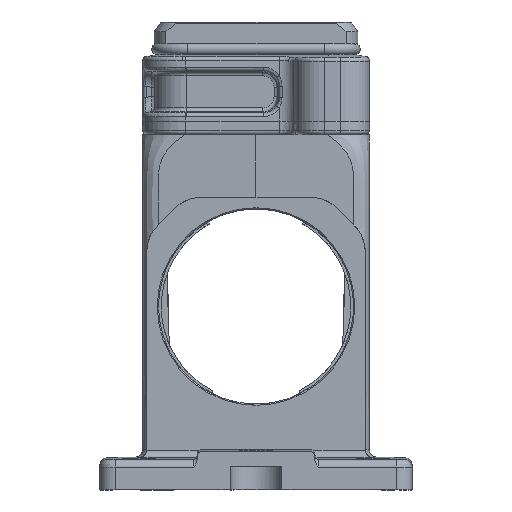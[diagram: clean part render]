
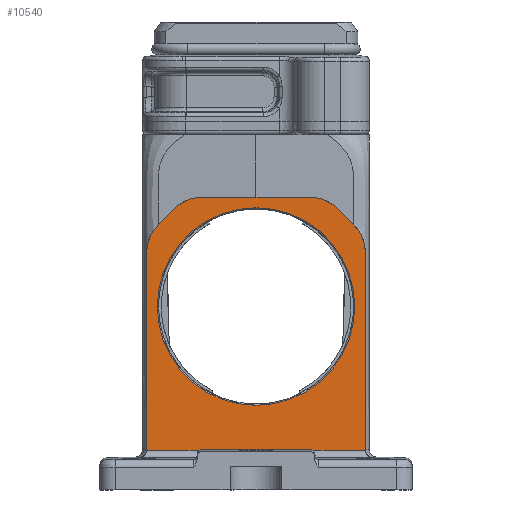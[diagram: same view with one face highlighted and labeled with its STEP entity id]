
A CAD part, left-side view. The second image highlights one B-rep face of the part: STEP entity #10540.
In plain terms, the highlighted planar face has unit normal (-1, 0, 0).
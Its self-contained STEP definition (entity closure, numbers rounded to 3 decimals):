
#6832=B_SPLINE_CURVE_WITH_KNOTS('',3,(#35383,#35384,#35385,#35386),
 .UNSPECIFIED.,.F.,.F.,(4,4),(0.,1.),.UNSPECIFIED.);
#6837=B_SPLINE_CURVE_WITH_KNOTS('',3,(#35525,#35526,#35527,#35528),
 .UNSPECIFIED.,.F.,.F.,(4,4),(0.,1.),.UNSPECIFIED.);
#6838=B_SPLINE_CURVE_WITH_KNOTS('',3,(#35532,#35533,#35534,#35535),
 .UNSPECIFIED.,.F.,.F.,(4,4),(0.,1.),.UNSPECIFIED.);
#7066=FACE_BOUND('',#12987,.T.);
#7067=FACE_BOUND('',#12988,.T.);
#7696=LINE('',#33182,#9197);
#7701=LINE('',#33499,#9202);
#7704=LINE('',#33507,#9205);
#7711=LINE('',#33529,#9212);
#7807=LINE('',#35358,#9308);
#7809=LINE('',#35393,#9310);
#7821=LINE('',#35521,#9322);
#7822=LINE('',#35530,#9323);
#9197=VECTOR('',#26932,1.);
#9202=VECTOR('',#26941,1.);
#9205=VECTOR('',#26950,1.);
#9212=VECTOR('',#26965,1.);
#9308=VECTOR('',#27281,1.);
#9310=VECTOR('',#27287,1.);
#9322=VECTOR('',#27327,1.);
#9323=VECTOR('',#27332,1.);
#10540=ADVANCED_FACE('',(#7066,#7067),#11401,.F.);
#11401=PLANE('',#24788);
#12987=EDGE_LOOP('',(#15301));
#12988=EDGE_LOOP('',(#15302,#15303,#15304,#15305,#15306,#15307,#15308,#15309,
#15310,#15311,#15312,#15313,#15314,#15315,#15316,#15317));
#15301=ORIENTED_EDGE('',*,*,#21279,.T.);
#15302=ORIENTED_EDGE('',*,*,#21278,.F.);
#15303=ORIENTED_EDGE('',*,*,#21280,.F.);
#15304=ORIENTED_EDGE('',*,*,#21281,.F.);
#15305=ORIENTED_EDGE('',*,*,#21282,.F.);
#15306=ORIENTED_EDGE('',*,*,#21041,.T.);
#15307=ORIENTED_EDGE('',*,*,#21043,.F.);
#15308=ORIENTED_EDGE('',*,*,#21045,.F.);
#15309=ORIENTED_EDGE('',*,*,#21053,.F.);
#15310=ORIENTED_EDGE('',*,*,#21054,.T.);
#15311=ORIENTED_EDGE('',*,*,#21057,.F.);
#15312=ORIENTED_EDGE('',*,*,#21029,.F.);
#15313=ORIENTED_EDGE('',*,*,#21251,.F.);
#15314=ORIENTED_EDGE('',*,*,#21252,.T.);
#15315=ORIENTED_EDGE('',*,*,#21255,.F.);
#15316=ORIENTED_EDGE('',*,*,#21257,.F.);
#15317=ORIENTED_EDGE('',*,*,#21283,.F.);
#19245=VERTEX_POINT('',#33183);
#19246=VERTEX_POINT('',#33184);
#19255=VERTEX_POINT('',#33498);
#19256=VERTEX_POINT('',#33500);
#19257=VERTEX_POINT('',#33504);
#19258=VERTEX_POINT('',#33508);
#19262=VERTEX_POINT('',#33526);
#19263=VERTEX_POINT('',#33530);
#19384=VERTEX_POINT('',#35355);
#19385=VERTEX_POINT('',#35359);
#19386=VERTEX_POINT('',#35382);
#19387=VERTEX_POINT('',#35392);
#19395=VERTEX_POINT('',#35515);
#19398=VERTEX_POINT('',#35520);
#19399=VERTEX_POINT('',#35524);
#19400=VERTEX_POINT('',#35529);
#19401=VERTEX_POINT('',#35531);
#21029=EDGE_CURVE('',#19245,#19246,#7696,.T.);
#21041=EDGE_CURVE('',#19256,#19255,#7701,.T.);
#21043=EDGE_CURVE('',#19257,#19255,#22940,.T.);
#21045=EDGE_CURVE('',#19258,#19257,#7704,.T.);
#21053=EDGE_CURVE('',#19262,#19258,#22941,.T.);
#21054=EDGE_CURVE('',#19262,#19263,#7711,.T.);
#21057=EDGE_CURVE('',#19246,#19263,#22942,.T.);
#21251=EDGE_CURVE('',#19384,#19245,#22986,.T.);
#21252=EDGE_CURVE('',#19384,#19385,#7807,.T.);
#21255=EDGE_CURVE('',#19386,#19385,#6832,.T.);
#21257=EDGE_CURVE('',#19387,#19386,#7809,.T.);
#21278=EDGE_CURVE('',#19398,#19395,#7821,.T.);
#21279=EDGE_CURVE('',#19399,#19399,#22991,.T.);
#21280=EDGE_CURVE('',#19400,#19398,#6837,.T.);
#21281=EDGE_CURVE('',#19401,#19400,#7822,.T.);
#21282=EDGE_CURVE('',#19256,#19401,#6838,.T.);
#21283=EDGE_CURVE('',#19395,#19387,#22992,.T.);
#22940=CIRCLE('',#24653,10.);
#22941=CIRCLE('',#24657,10.);
#22942=CIRCLE('',#24660,10.);
#22986=CIRCLE('',#24767,10.);
#22991=CIRCLE('',#24786,25.3);
#22992=CIRCLE('',#24787,1.);
#24653=AXIS2_PLACEMENT_3D('',#33503,#26945,#26946);
#24657=AXIS2_PLACEMENT_3D('',#33527,#26961,#26962);
#24660=AXIS2_PLACEMENT_3D('',#33535,#26970,#26971);
#24767=AXIS2_PLACEMENT_3D('',#35356,#27277,#27278);
#24786=AXIS2_PLACEMENT_3D('',#35523,#27330,#27331);
#24787=AXIS2_PLACEMENT_3D('',#35536,#27333,#27334);
#24788=AXIS2_PLACEMENT_3D('',#35537,#27335,#27336);
#26932=DIRECTION('',(0.,-0.707,0.707));
#26941=DIRECTION('',(0.,0.,1.));
#26945=DIRECTION('',(1.,0.,0.));
#26946=DIRECTION('',(0.,-0.707,0.707));
#26950=DIRECTION('',(0.,-0.707,-0.707));
#26961=DIRECTION('',(1.,0.,0.));
#26962=DIRECTION('',(0.,0.,1.));
#26965=DIRECTION('',(0.,1.,0.));
#26970=DIRECTION('',(1.,0.,0.));
#26971=DIRECTION('',(0.,0.707,0.707));
#27277=DIRECTION('',(1.,0.,0.));
#27278=DIRECTION('',(0.,1.,0.));
#27281=DIRECTION('',(0.,0.,-1.));
#27287=DIRECTION('',(0.,1.,0.));
#27327=DIRECTION('',(0.,1.,0.));
#27330=DIRECTION('',(1.,0.,0.));
#27331=DIRECTION('',(0.,0.,-1.));
#27332=DIRECTION('',(0.,1.,0.));
#27333=DIRECTION('',(-1.,0.,0.));
#27334=DIRECTION('',(0.,0.,1.));
#27335=DIRECTION('',(1.,0.,0.));
#27336=DIRECTION('',(0.,-1.,0.));
#33182=CARTESIAN_POINT('',(-79.6,25.071,-23.071));
#33183=CARTESIAN_POINT('',(-79.6,25.071,-23.071));
#33184=CARTESIAN_POINT('',(-79.6,20.929,-18.929));
#33498=CARTESIAN_POINT('',(-79.6,-28.,-30.142));
#33499=CARTESIAN_POINT('',(-79.6,-28.,-80.718));
#33500=CARTESIAN_POINT('',(-79.6,-28.,-80.718));
#33503=CARTESIAN_POINT('',(-79.6,-18.,-30.142));
#33504=CARTESIAN_POINT('',(-79.6,-25.071,-23.071));
#33507=CARTESIAN_POINT('',(-79.6,-20.929,-18.929));
#33508=CARTESIAN_POINT('',(-79.6,-20.929,-18.929));
#33526=CARTESIAN_POINT('',(-79.6,-13.858,-16.));
#33527=CARTESIAN_POINT('',(-79.6,-13.858,-26.));
#33529=CARTESIAN_POINT('',(-79.6,-13.858,-16.));
#33530=CARTESIAN_POINT('',(-79.6,13.858,-16.));
#33535=CARTESIAN_POINT('',(-79.6,13.858,-26.));
#35355=CARTESIAN_POINT('',(-79.6,28.,-30.142));
#35356=CARTESIAN_POINT('',(-79.6,18.,-30.142));
#35358=CARTESIAN_POINT('',(-79.6,28.,-30.142));
#35359=CARTESIAN_POINT('',(-79.6,28.,-80.718));
#35382=CARTESIAN_POINT('',(-79.6,28.,-80.753));
#35383=CARTESIAN_POINT('',(-79.6,28.,-80.753));
#35384=CARTESIAN_POINT('',(-79.6,28.,-80.741));
#35385=CARTESIAN_POINT('',(-79.6,28.,-80.73));
#35386=CARTESIAN_POINT('',(-79.6,28.,-80.718));
#35392=CARTESIAN_POINT('',(-79.6,14.328,-80.753));
#35393=CARTESIAN_POINT('',(-79.6,14.328,-80.753));
#35515=CARTESIAN_POINT('',(-79.6,14.,-80.697));
#35520=CARTESIAN_POINT('',(-79.6,-14.,-80.697));
#35521=CARTESIAN_POINT('',(-79.6,-14.,-80.697));
#35523=CARTESIAN_POINT('',(-79.6,0.,-44.));
#35524=CARTESIAN_POINT('',(-79.6,0.,-69.3));
#35525=CARTESIAN_POINT('',(-79.6,-14.328,-80.753));
#35526=CARTESIAN_POINT('',(-79.6,-14.222,-80.716));
#35527=CARTESIAN_POINT('',(-79.6,-14.11,-80.697));
#35528=CARTESIAN_POINT('',(-79.6,-14.,-80.697));
#35529=CARTESIAN_POINT('',(-79.6,-14.328,-80.753));
#35530=CARTESIAN_POINT('',(-79.6,-28.,-80.753));
#35531=CARTESIAN_POINT('',(-79.6,-28.,-80.753));
#35532=CARTESIAN_POINT('',(-79.6,-28.,-80.718));
#35533=CARTESIAN_POINT('',(-79.6,-28.,-80.73));
#35534=CARTESIAN_POINT('',(-79.6,-28.,-80.741));
#35535=CARTESIAN_POINT('',(-79.6,-28.,-80.753));
#35536=CARTESIAN_POINT('',(-79.6,14.,-81.698));
#35537=CARTESIAN_POINT('',(-79.6,30.8,-12.55));
